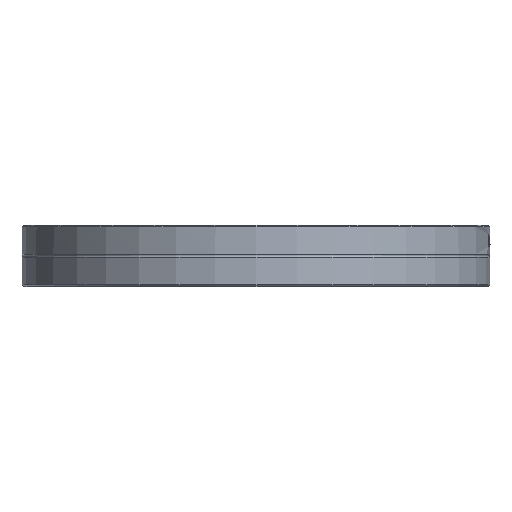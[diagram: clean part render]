
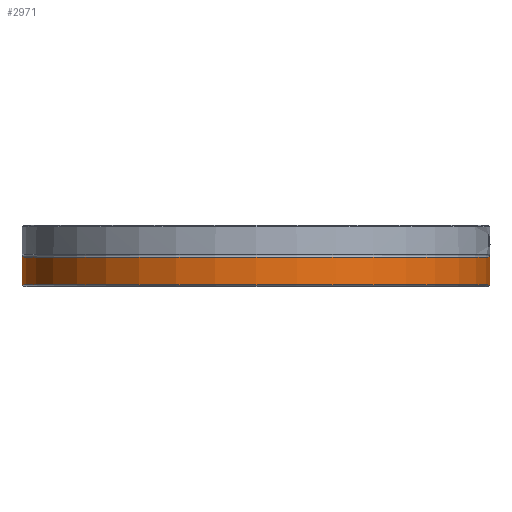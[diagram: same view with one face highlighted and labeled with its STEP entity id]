
A CAD part, top view. The second image highlights one B-rep face of the part: STEP entity #2971.
In plain terms, the highlighted cylindrical face has radius 75.8 mm (diameter 151.6 mm), a full revolution.
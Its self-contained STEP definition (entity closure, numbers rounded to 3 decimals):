
#308=CYLINDRICAL_SURFACE('',#3205,75.8);
#357=FACE_OUTER_BOUND('',#557,.T.);
#557=EDGE_LOOP('',(#2075,#2076,#2077,#2078,#2079,#2080));
#756=LINE('',#4229,#931);
#931=VECTOR('',#3544,75.8);
#1105=CIRCLE('',#3184,75.8);
#1106=CIRCLE('',#3185,75.8);
#1125=CIRCLE('',#3206,75.8);
#1126=CIRCLE('',#3207,75.8);
#1251=VERTEX_POINT('',#4182);
#1252=VERTEX_POINT('',#4183);
#1271=VERTEX_POINT('',#4225);
#1272=VERTEX_POINT('',#4226);
#1561=EDGE_CURVE('',#1251,#1252,#1105,.T.);
#1562=EDGE_CURVE('',#1252,#1251,#1106,.T.);
#1582=EDGE_CURVE('',#1271,#1272,#1125,.T.);
#1583=EDGE_CURVE('',#1272,#1271,#1126,.T.);
#1584=EDGE_CURVE('',#1272,#1252,#756,.T.);
#2075=ORIENTED_EDGE('',*,*,#1582,.F.);
#2076=ORIENTED_EDGE('',*,*,#1583,.F.);
#2077=ORIENTED_EDGE('',*,*,#1584,.T.);
#2078=ORIENTED_EDGE('',*,*,#1561,.F.);
#2079=ORIENTED_EDGE('',*,*,#1562,.F.);
#2080=ORIENTED_EDGE('',*,*,#1584,.F.);
#2971=ADVANCED_FACE('',(#357),#308,.T.);
#3184=AXIS2_PLACEMENT_3D('',#4184,#3495,#3496);
#3185=AXIS2_PLACEMENT_3D('',#4185,#3497,#3498);
#3205=AXIS2_PLACEMENT_3D('',#4224,#3538,#3539);
#3206=AXIS2_PLACEMENT_3D('',#4227,#3540,#3541);
#3207=AXIS2_PLACEMENT_3D('',#4228,#3542,#3543);
#3495=DIRECTION('center_axis',(0.,-1.,0.));
#3496=DIRECTION('ref_axis',(1.,0.,0.));
#3497=DIRECTION('center_axis',(0.,-1.,0.));
#3498=DIRECTION('ref_axis',(1.,0.,0.));
#3538=DIRECTION('center_axis',(0.,1.,0.));
#3539=DIRECTION('ref_axis',(-1.,0.,0.));
#3540=DIRECTION('center_axis',(0.,1.,0.));
#3541=DIRECTION('ref_axis',(1.,0.,0.));
#3542=DIRECTION('center_axis',(0.,1.,0.));
#3543=DIRECTION('ref_axis',(1.,0.,0.));
#3544=DIRECTION('',(0.,-1.,0.));
#4182=CARTESIAN_POINT('',(-75.8,0.5,0.));
#4183=CARTESIAN_POINT('',(75.8,0.5,0.));
#4184=CARTESIAN_POINT('Origin',(0.,0.5,0.));
#4185=CARTESIAN_POINT('Origin',(0.,0.5,0.));
#4224=CARTESIAN_POINT('Origin',(0.,4.706,0.));
#4225=CARTESIAN_POINT('',(0.,9.413,-75.8));
#4226=CARTESIAN_POINT('',(75.8,9.413,0.));
#4227=CARTESIAN_POINT('Origin',(0.,9.413,0.));
#4228=CARTESIAN_POINT('Origin',(0.,9.413,0.));
#4229=CARTESIAN_POINT('',(75.8,4.706,0.));
